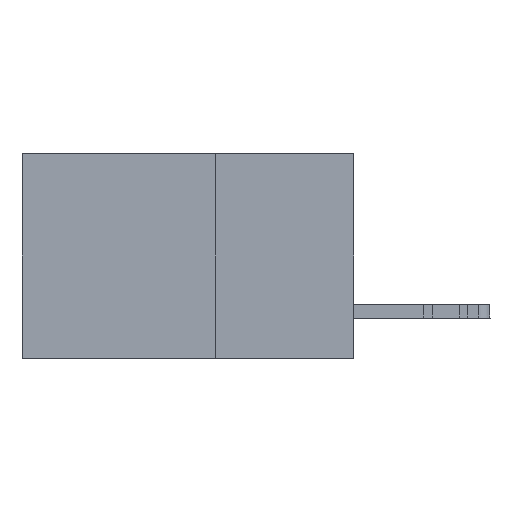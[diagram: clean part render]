
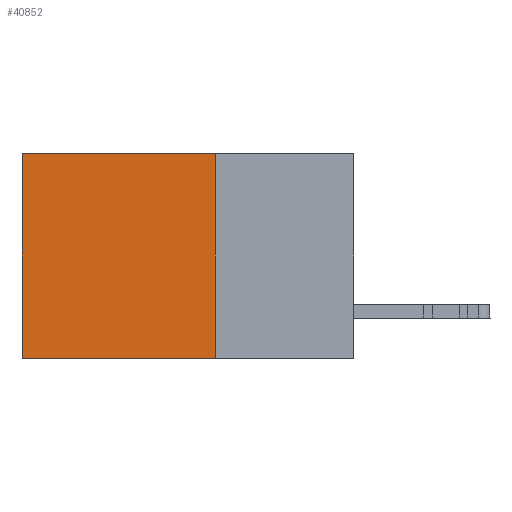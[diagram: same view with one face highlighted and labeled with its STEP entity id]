
A CAD part, left-side view. The second image highlights one B-rep face of the part: STEP entity #40852.
In plain terms, the highlighted planar face has unit normal (-1, 0, 0).
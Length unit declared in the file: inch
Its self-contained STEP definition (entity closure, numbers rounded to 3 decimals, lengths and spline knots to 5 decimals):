
#130 = EDGE_CURVE ( 'NONE', #23966, #44478, #15490, .T. ) ;
#285 = EDGE_CURVE ( 'NONE', #23966, #7675, #46194, .T. ) ;
#949 = ORIENTED_EDGE ( 'NONE', *, *, #130, .T. ) ;
#2197 = CARTESIAN_POINT ( 'NONE',  ( 0.2875, 0.25, -0.37 ) ) ;
#2965 = DIRECTION ( 'NONE',  ( 0., 1., 0. ) ) ;
#4173 = CARTESIAN_POINT ( 'NONE',  ( 0.2875, 0.6, 0. ) ) ;
#7675 = VERTEX_POINT ( 'NONE', #7679 ) ;
#7679 = CARTESIAN_POINT ( 'NONE',  ( 0.2875, 0.25, -0.37 ) ) ;
#7747 = DIRECTION ( 'NONE',  ( 0., 0., -1. ) ) ;
#10722 = ORIENTED_EDGE ( 'NONE', *, *, #12017, .T. ) ;
#12017 = EDGE_CURVE ( 'NONE', #44478, #42233, #15102, .T. ) ;
#12419 = CARTESIAN_POINT ( 'NONE',  ( 0.2875, 0.25, 0. ) ) ;
#14945 = DIRECTION ( 'NONE',  ( 0., 0., -1. ) ) ;
#15102 = LINE ( 'NONE', #4173, #39328 ) ;
#15490 = LINE ( 'NONE', #21553, #32743 ) ;
#16037 = CARTESIAN_POINT ( 'NONE',  ( 0.2875, 0.25, 0. ) ) ;
#20190 = DIRECTION ( 'NONE',  ( 0., 0., -1. ) ) ;
#20827 = EDGE_CURVE ( 'NONE', #7675, #42233, #47522, .T. ) ;
#21553 = CARTESIAN_POINT ( 'NONE',  ( 0.2875, 0.25, 0. ) ) ;
#22149 = VECTOR ( 'NONE', #20190, 39.37008 ) ;
#23850 = VECTOR ( 'NONE', #28590, 39.37008 ) ;
#23966 = VERTEX_POINT ( 'NONE', #12419 ) ;
#24017 = ORIENTED_EDGE ( 'NONE', *, *, #285, .F. ) ;
#28485 = ORIENTED_EDGE ( 'NONE', *, *, #20827, .F. ) ;
#28590 = DIRECTION ( 'NONE',  ( 0., 1., 0. ) ) ;
#29741 = PLANE ( 'NONE',  #38427 ) ;
#30128 = EDGE_LOOP ( 'NONE', ( #10722, #28485, #24017, #949 ) ) ;
#32743 = VECTOR ( 'NONE', #2965, 39.37008 ) ;
#34776 = CARTESIAN_POINT ( 'NONE',  ( 0.2875, 0.6, -0.37 ) ) ;
#35188 = FACE_OUTER_BOUND ( 'NONE', #30128, .T. ) ;
#38427 = AXIS2_PLACEMENT_3D ( 'NONE', #48674, #41452, #14945 ) ;
#39328 = VECTOR ( 'NONE', #7747, 39.37008 ) ;
#40852 = ADVANCED_FACE ( 'NONE', ( #35188 ), #29741, .F. ) ;
#41452 = DIRECTION ( 'NONE',  ( 1., 0., 0. ) ) ;
#42233 = VERTEX_POINT ( 'NONE', #34776 ) ;
#44478 = VERTEX_POINT ( 'NONE', #45669 ) ;
#45669 = CARTESIAN_POINT ( 'NONE',  ( 0.2875, 0.6, 0. ) ) ;
#46194 = LINE ( 'NONE', #16037, #22149 ) ;
#47522 = LINE ( 'NONE', #2197, #23850 ) ;
#48674 = CARTESIAN_POINT ( 'NONE',  ( 0.2875, 0.25, 0. ) ) ;
